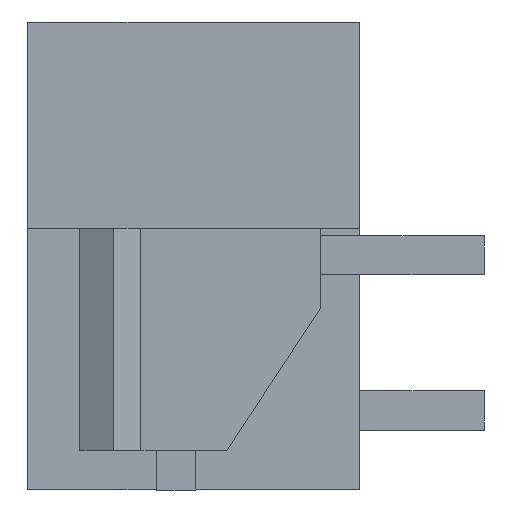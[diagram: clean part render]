
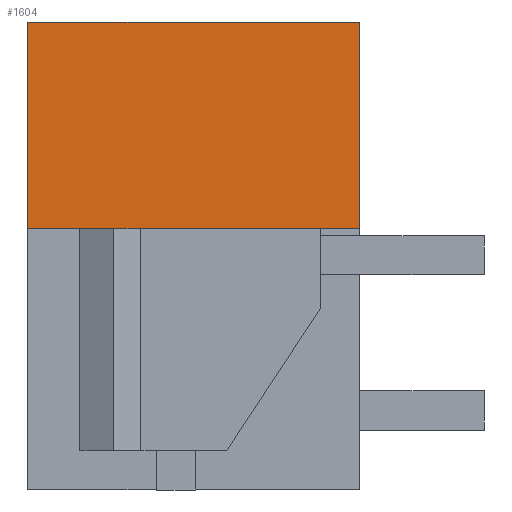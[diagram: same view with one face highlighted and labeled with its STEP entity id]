
A CAD part, left-side view. The second image highlights one B-rep face of the part: STEP entity #1604.
In plain terms, the highlighted planar face has unit normal (-1, 0, 0).
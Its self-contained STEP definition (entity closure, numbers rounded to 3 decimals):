
#1584=AXIS2_PLACEMENT_3D('Plane Axis2P3D',#1581,#1582,#1583) ;
#202=CARTESIAN_POINT('Vertex',(0.,3.2,12.)) ;
#205=CARTESIAN_POINT('Line Origine',(0.,3.2,9.35)) ;
#209=CARTESIAN_POINT('Vertex',(0.,3.2,6.7)) ;
#1217=CARTESIAN_POINT('Vertex',(0.,11.7,12.)) ;
#1222=CARTESIAN_POINT('Line Origine',(0.,7.45,12.)) ;
#1581=CARTESIAN_POINT('Axis2P3D Location',(0.,11.7,0.)) ;
#1586=CARTESIAN_POINT('Line Origine',(0.,7.45,6.7)) ;
#1590=CARTESIAN_POINT('Vertex',(0.,11.7,6.7)) ;
#1593=CARTESIAN_POINT('Line Origine',(0.,11.7,9.35)) ;
#206=DIRECTION('Vector Direction',(0.,0.,1.)) ;
#1223=DIRECTION('Vector Direction',(0.,-1.,0.)) ;
#1582=DIRECTION('Axis2P3D Direction',(-1.,0.,0.)) ;
#1583=DIRECTION('Axis2P3D XDirection',(0.,-1.,0.)) ;
#1587=DIRECTION('Vector Direction',(0.,-1.,0.)) ;
#1594=DIRECTION('Vector Direction',(0.,0.,1.)) ;
#207=VECTOR('Line Direction',#206,1.) ;
#1224=VECTOR('Line Direction',#1223,1.) ;
#1588=VECTOR('Line Direction',#1587,1.) ;
#1595=VECTOR('Line Direction',#1594,1.) ;
#1599=ORIENTED_EDGE('',*,*,#1592,.F.) ;
#1600=ORIENTED_EDGE('',*,*,#211,.T.) ;
#1601=ORIENTED_EDGE('',*,*,#1226,.F.) ;
#1602=ORIENTED_EDGE('',*,*,#1597,.F.) ;
#1604=ADVANCED_FACE('HOUSING',(#1603),#1585,.T.) ;
#211=EDGE_CURVE('',#210,#203,#208,.T.) ;
#1226=EDGE_CURVE('',#1218,#203,#1225,.T.) ;
#1592=EDGE_CURVE('',#210,#1591,#1589,.F.) ;
#1597=EDGE_CURVE('',#1591,#1218,#1596,.T.) ;
#1598=EDGE_LOOP('',(#1599,#1600,#1601,#1602)) ;
#1603=FACE_OUTER_BOUND('',#1598,.T.) ;
#208=LINE('Line',#205,#207) ;
#1225=LINE('Line',#1222,#1224) ;
#1589=LINE('Line',#1586,#1588) ;
#1596=LINE('Line',#1593,#1595) ;
#1585=PLANE('',#1584) ;
#203=VERTEX_POINT('',#202) ;
#210=VERTEX_POINT('',#209) ;
#1218=VERTEX_POINT('',#1217) ;
#1591=VERTEX_POINT('',#1590) ;
